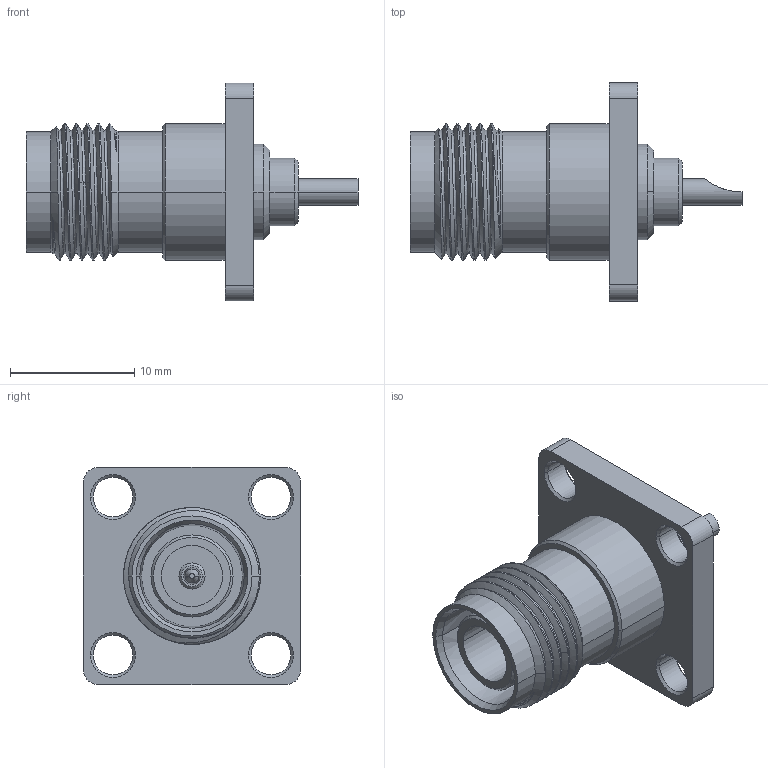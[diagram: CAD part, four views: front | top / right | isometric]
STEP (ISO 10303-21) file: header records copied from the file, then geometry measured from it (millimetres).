
FILE_DESCRIPTION((''),'2;1');
FILE_NAME('122248RP_','2024-07-17T11:02:16',('Siva'),(''),'CREO PARAMETRIC BY PTC INC, 2019444','CREO PARAMETRIC BY PTC INC, 2019444','');
FILE_SCHEMA(('CONFIG_CONTROL_DESIGN'));
Length unit declared in the file: millimetre
Products named in the file (1): 122248RP_
Bounding box: 26.69 x 17.5 x 17.5 mm (x, y, z)
Volume: 1731.4 mm3; surface area: 2025.7 mm2
Topology: 1 solids, 1 shells, 105 faces, 244 edges, 149 vertices
Faces by surface type: cylinder 43, cone 40, plane 16, bspline 6
Entity records: 5359 total; most frequent: CARTESIAN_POINT 2925, DIRECTION 511, ORIENTED_EDGE 484, EDGE_CURVE 242, AXIS2_PLACEMENT_3D 207, VERTEX_POINT 149, EDGE_LOOP 123, CIRCLE 108
